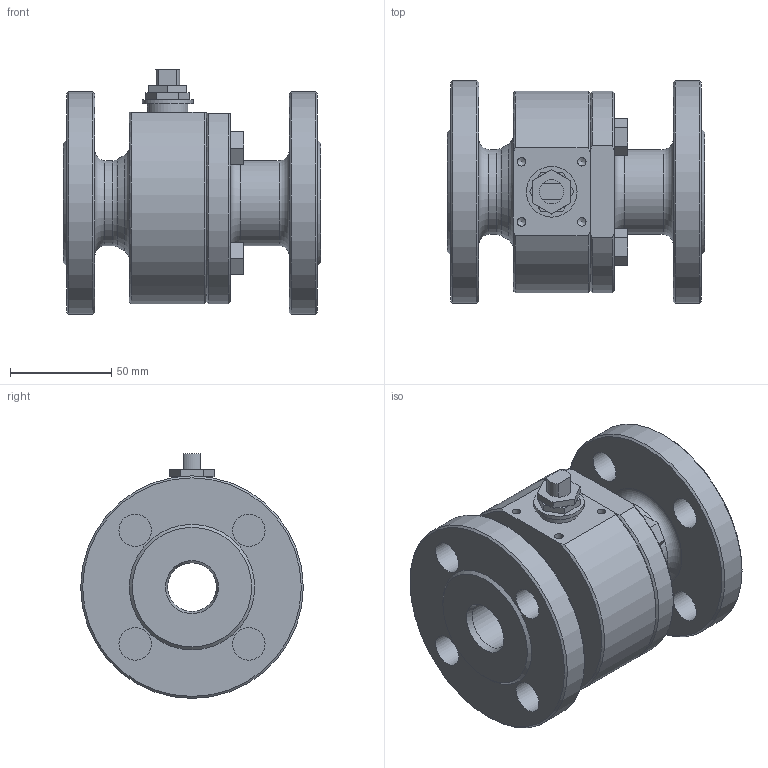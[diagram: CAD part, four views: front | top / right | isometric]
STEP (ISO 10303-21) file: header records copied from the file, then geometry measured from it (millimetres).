
FILE_DESCRIPTION( ( 'STEP AP214' ), '1' );
FILE_NAME( ' ', ' ', ( ' ' ), ( ' ' ), 'PSStep 13.0', 'VISI 18.0', ' ' );
FILE_SCHEMA( ( 'AUTOMOTIVE_DESIGN { 1 0 10303 214 1 1 1 1 }' ) );
Length unit declared in the file: millimetre
Products named in the file (1): 1
Bounding box: 127 x 110 x 121 mm (x, y, z)
Volume: 608710.4 mm3; surface area: 107578.2 mm2
Topology: 1 solids, 6 shells, 178 faces, 388 edges, 245 vertices
Faces by surface type: plane 91, cylinder 47, cone 35, torus 5
Full cylindrical faces by diameter (mm): 4.2 x4, 10.25 x4, 12.5 x1, 14 x4, 16 x8, 20 x2, 24 x2, 25 x1, 26.5 x2, 36 x2, 42 x3, 43.5 x1, 43.8 x1, 48.2 x1, 48.5 x1, 51 x1, 57 x1, 110 x2
Entity records: 5806 total; most frequent: CARTESIAN_POINT 782, DIRECTION 762, ORIENTED_EDGE 576, AXIS2_PLACEMENT_3D 305, EDGE_LOOP 298, EDGE_CURVE 288, VERTEX_POINT 230, FACE_OUTER_BOUND 224
